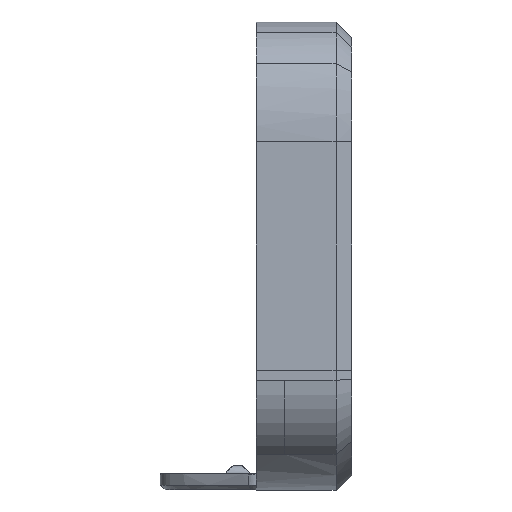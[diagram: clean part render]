
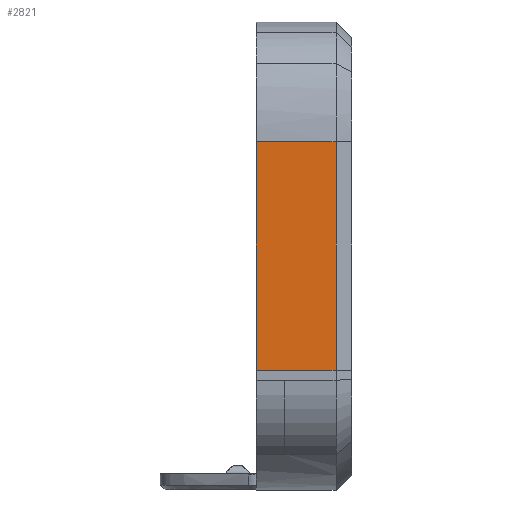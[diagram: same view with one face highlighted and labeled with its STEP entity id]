
A CAD part, left-side view. The second image highlights one B-rep face of the part: STEP entity #2821.
In plain terms, the highlighted planar face has unit normal (-1, 0, 0).
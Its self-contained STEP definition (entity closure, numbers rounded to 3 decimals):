
#818 = DIRECTION ( 'NONE',  ( 0., -1., 0. ) ) ;
#1351 = CARTESIAN_POINT ( 'NONE',  ( -35.473, -16.685, 12.74 ) ) ;
#1665 = CARTESIAN_POINT ( 'NONE',  ( -35.473, -16.685, 12.74 ) ) ;
#1713 = EDGE_CURVE ( 'NONE', #3562, #2838, #3681, .T. ) ;
#1734 = EDGE_LOOP ( 'NONE', ( #7417, #8642, #3669, #5742 ) ) ;
#1760 = EDGE_CURVE ( 'NONE', #3562, #4112, #1787, .T. ) ;
#1787 = LINE ( 'NONE', #6531, #2789 ) ;
#2760 = CARTESIAN_POINT ( 'NONE',  ( -35.473, -26.885, 12.74 ) ) ;
#2789 = VECTOR ( 'NONE', #5619, 1000. ) ;
#2821 = ADVANCED_FACE ( 'NONE', ( #7304 ), #4235, .T. ) ;
#2838 = VERTEX_POINT ( 'NONE', #7406 ) ;
#3114 = EDGE_CURVE ( 'NONE', #5119, #4112, #9719, .T. ) ;
#3481 = CARTESIAN_POINT ( 'NONE',  ( -35.473, -16.685, 12.74 ) ) ;
#3562 = VERTEX_POINT ( 'NONE', #1665 ) ;
#3612 = VECTOR ( 'NONE', #5130, 1000. ) ;
#3669 = ORIENTED_EDGE ( 'NONE', *, *, #1760, .F. ) ;
#3681 = LINE ( 'NONE', #1351, #8565 ) ;
#4112 = VERTEX_POINT ( 'NONE', #8705 ) ;
#4235 = PLANE ( 'NONE',  #9722 ) ;
#5119 = VERTEX_POINT ( 'NONE', #6263 ) ;
#5130 = DIRECTION ( 'NONE',  ( 0., 0., 1. ) ) ;
#5619 = DIRECTION ( 'NONE',  ( 0., -1., 0. ) ) ;
#5742 = ORIENTED_EDGE ( 'NONE', *, *, #1713, .T. ) ;
#6217 = EDGE_CURVE ( 'NONE', #2838, #5119, #7678, .T. ) ;
#6263 = CARTESIAN_POINT ( 'NONE',  ( -35.473, -26.885, -16.522 ) ) ;
#6531 = CARTESIAN_POINT ( 'NONE',  ( -35.473, -16.685, 12.74 ) ) ;
#6559 = DIRECTION ( 'NONE',  ( -1., 0., 0. ) ) ;
#6753 = DIRECTION ( 'NONE',  ( 0., 0., -1. ) ) ;
#6836 = VECTOR ( 'NONE', #818, 1000. ) ;
#7304 = FACE_OUTER_BOUND ( 'NONE', #1734, .T. ) ;
#7406 = CARTESIAN_POINT ( 'NONE',  ( -35.473, -16.685, -16.522 ) ) ;
#7417 = ORIENTED_EDGE ( 'NONE', *, *, #6217, .T. ) ;
#7678 = LINE ( 'NONE', #8572, #6836 ) ;
#8565 = VECTOR ( 'NONE', #6753, 1000. ) ;
#8572 = CARTESIAN_POINT ( 'NONE',  ( -35.473, -16.685, -16.522 ) ) ;
#8642 = ORIENTED_EDGE ( 'NONE', *, *, #3114, .T. ) ;
#8705 = CARTESIAN_POINT ( 'NONE',  ( -35.473, -26.885, 12.74 ) ) ;
#9587 = DIRECTION ( 'NONE',  ( 0., 0., 1. ) ) ;
#9719 = LINE ( 'NONE', #2760, #3612 ) ;
#9722 = AXIS2_PLACEMENT_3D ( 'NONE', #3481, #6559, #9587 ) ;
